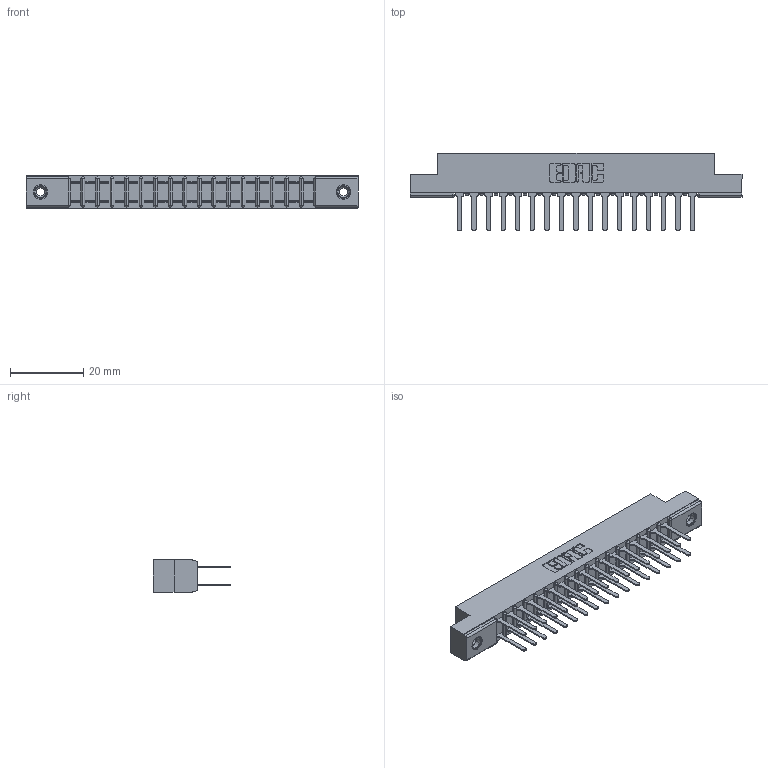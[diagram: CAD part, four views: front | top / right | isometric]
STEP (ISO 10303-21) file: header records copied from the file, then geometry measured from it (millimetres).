
FILE_DESCRIPTION (( 'STEP AP203' ), '1' );
FILE_NAME ('357-034-422-208.STEP', '2020-10-03T15:52:59', ( '' ), ( '' ), 'SwSTEP 2.0', 'SolidWorks 2020', '' );
FILE_SCHEMA (( 'CONFIG_CONTROL_DESIGN' ));
Length unit declared in the file: inch
Products named in the file (4): 357-034-422-208; 345-250-001_345-250-003-102; 307-290-001_522; 307 Part_.156 Dia Mounting Holes
Assembly tree (37 placements, depth 2):
  357-034-422-208
    307 Part_.156 Dia Mounting Holes
    307-290-001_522  x34
    345-250-001_345-250-003-102  x2
Bounding box: 90.37 x 21.11 x 8.71 mm (x, y, z)
Volume: 5978.7 mm3; surface area: 10704 mm2
Topology: 37 solids, 37 shells, 1760 faces, 4879 edges, 3150 vertices
Faces by surface type: plane 1156, cylinder 552, sphere 36, cone 12, torus 4
Entity records: 19353 total; most frequent: CARTESIAN_POINT 3156, ORIENTED_EDGE 3118, DIRECTION 3111, EDGE_CURVE 1559, VECTOR 1185, LINE 1185, VERTEX_POINT 1008, AXIS2_PLACEMENT_3D 963
